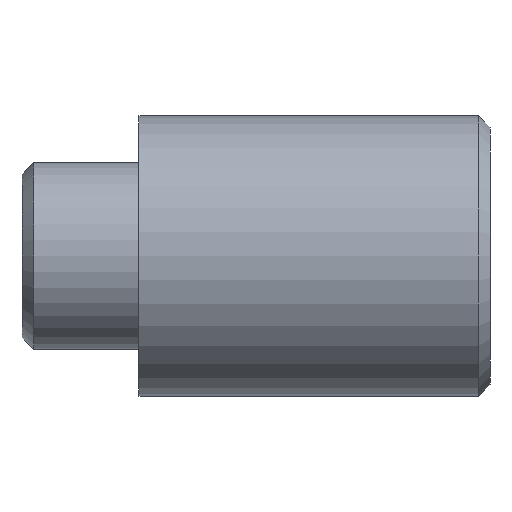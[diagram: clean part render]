
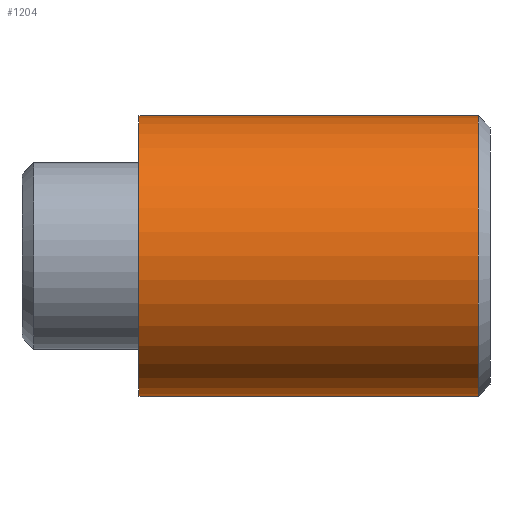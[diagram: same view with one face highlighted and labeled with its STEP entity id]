
A CAD part, front view. The second image highlights one B-rep face of the part: STEP entity #1204.
In plain terms, the highlighted cylindrical face has radius 12 mm (diameter 24 mm), a partial arc.
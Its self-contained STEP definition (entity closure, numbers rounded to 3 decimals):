
#44 = DIRECTION ( 'NONE',  ( 1., 0., 0. ) ) ;
#48 = DIRECTION ( 'NONE',  ( 1., 0., 0. ) ) ;
#62 = EDGE_LOOP ( 'NONE', ( #92, #437, #183, #693 ) ) ;
#75 = LINE ( 'NONE', #789, #585 ) ;
#92 = ORIENTED_EDGE ( 'NONE', *, *, #622, .F. ) ;
#131 = EDGE_CURVE ( 'NONE', #1045, #1286, #990, .T. ) ;
#156 = CARTESIAN_POINT ( 'NONE',  ( -30., 0., 12. ) ) ;
#163 = DIRECTION ( 'NONE',  ( 0., 0., -1. ) ) ;
#183 = ORIENTED_EDGE ( 'NONE', *, *, #948, .T. ) ;
#200 = CIRCLE ( 'NONE', #369, 12. ) ;
#229 = DIRECTION ( 'NONE',  ( 0., 0., -1. ) ) ;
#283 = VECTOR ( 'NONE', #555, 1000. ) ;
#288 = CARTESIAN_POINT ( 'NONE',  ( -1., 0., 0. ) ) ;
#339 = LINE ( 'NONE', #156, #283 ) ;
#369 = AXIS2_PLACEMENT_3D ( 'NONE', #869, #48, #163 ) ;
#413 = DIRECTION ( 'NONE',  ( -1., 0., 0. ) ) ;
#437 = ORIENTED_EDGE ( 'NONE', *, *, #605, .T. ) ;
#466 = CARTESIAN_POINT ( 'NONE',  ( -1., 0., 12. ) ) ;
#487 = CYLINDRICAL_SURFACE ( 'NONE', #584, 12. ) ;
#555 = DIRECTION ( 'NONE',  ( 1., 0., 0. ) ) ;
#559 = DIRECTION ( 'NONE',  ( 1., 0., 0. ) ) ;
#584 = AXIS2_PLACEMENT_3D ( 'NONE', #1159, #44, #229 ) ;
#585 = VECTOR ( 'NONE', #559, 1000. ) ;
#587 = FACE_OUTER_BOUND ( 'NONE', #62, .T. ) ;
#605 = EDGE_CURVE ( 'NONE', #980, #1084, #200, .T. ) ;
#622 = EDGE_CURVE ( 'NONE', #980, #1286, #339, .T. ) ;
#693 = ORIENTED_EDGE ( 'NONE', *, *, #131, .T. ) ;
#776 = CARTESIAN_POINT ( 'NONE',  ( -1., 0., -12. ) ) ;
#781 = CARTESIAN_POINT ( 'NONE',  ( -30., 0., 12. ) ) ;
#789 = CARTESIAN_POINT ( 'NONE',  ( -30., 0., -12. ) ) ;
#869 = CARTESIAN_POINT ( 'NONE',  ( -30., 0., 0. ) ) ;
#908 = CARTESIAN_POINT ( 'NONE',  ( -30., 0., -12. ) ) ;
#917 = DIRECTION ( 'NONE',  ( 0., 0., -1. ) ) ;
#948 = EDGE_CURVE ( 'NONE', #1084, #1045, #75, .T. ) ;
#980 = VERTEX_POINT ( 'NONE', #781 ) ;
#990 = CIRCLE ( 'NONE', #1253, 12. ) ;
#1045 = VERTEX_POINT ( 'NONE', #776 ) ;
#1084 = VERTEX_POINT ( 'NONE', #908 ) ;
#1159 = CARTESIAN_POINT ( 'NONE',  ( -30., 0., 0. ) ) ;
#1204 = ADVANCED_FACE ( 'NONE', ( #587 ), #487, .T. ) ;
#1253 = AXIS2_PLACEMENT_3D ( 'NONE', #288, #413, #917 ) ;
#1286 = VERTEX_POINT ( 'NONE', #466 ) ;
